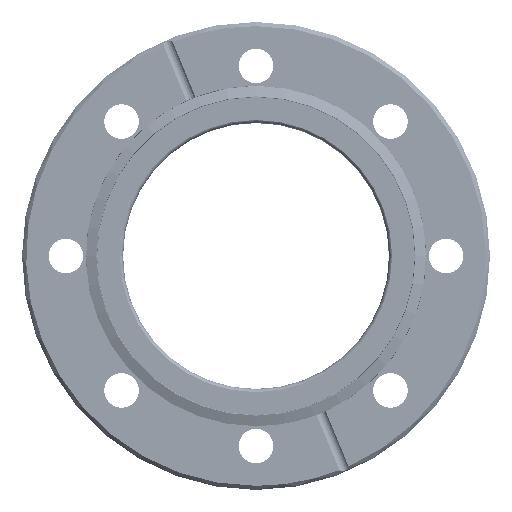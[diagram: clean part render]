
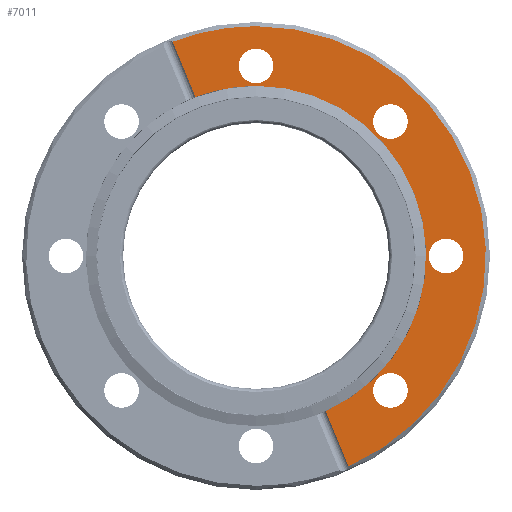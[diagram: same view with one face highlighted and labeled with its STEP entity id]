
A CAD part, left-side view. The second image highlights one B-rep face of the part: STEP entity #7011.
In plain terms, the highlighted planar face has unit normal (-1, 0, 0).
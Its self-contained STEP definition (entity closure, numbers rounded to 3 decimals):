
#344 = DIRECTION ( 'NONE',  ( -1., 0., 0. ) ) ;
#1121 = VERTEX_POINT ( 'NONE', #112854 ) ;
#1260 = AXIS2_PLACEMENT_3D ( 'NONE', #47678, #110366, #56640 ) ;
#1612 = CARTESIAN_POINT ( 'NONE',  ( -69.45, -46.1, 4.2 ) ) ;
#1720 = VERTEX_POINT ( 'NONE', #29706 ) ;
#1779 = ORIENTED_EDGE ( 'NONE', *, *, #66686, .F. ) ;
#2684 = AXIS2_PLACEMENT_3D ( 'NONE', #15326, #78101, #24393 ) ;
#5798 = AXIS2_PLACEMENT_3D ( 'NONE', #23579, #86316, #32594 ) ;
#7011 = ADVANCED_FACE ( 'NONE', ( #37302, #108855, #85046, #106047, #82205 ), #19970, .F. ) ;
#7752 = CARTESIAN_POINT ( 'NONE',  ( -69.45, -32.598, 32.598 ) ) ;
#8698 = CARTESIAN_POINT ( 'NONE',  ( -69.45, 0., 50.3 ) ) ;
#9003 = ORIENTED_EDGE ( 'NONE', *, *, #86808, .F. ) ;
#10599 = VERTEX_POINT ( 'NONE', #78481 ) ;
#11207 = CIRCLE ( 'NONE', #37870, 41.275 ) ;
#13668 = DIRECTION ( 'NONE',  ( 0., -0.383, -0.924 ) ) ;
#14209 = EDGE_LOOP ( 'NONE', ( #9003, #1779 ) ) ;
#14288 = ORIENTED_EDGE ( 'NONE', *, *, #53300, .T. ) ;
#15326 = CARTESIAN_POINT ( 'NONE',  ( -69.45, -32.598, -32.598 ) ) ;
#15967 = DIRECTION ( 'NONE',  ( -1., 0., 0. ) ) ;
#16806 = DIRECTION ( 'NONE',  ( 0., 0., 1. ) ) ;
#16968 = VECTOR ( 'NONE', #57799, 1000. ) ;
#19970 = PLANE ( 'NONE',  #74115 ) ;
#20567 = VERTEX_POINT ( 'NONE', #113288 ) ;
#21922 = CIRCLE ( 'NONE', #23135, 4.2 ) ;
#23135 = AXIS2_PLACEMENT_3D ( 'NONE', #7752, #70540, #16806 ) ;
#23579 = CARTESIAN_POINT ( 'NONE',  ( -69.45, -46.1, 0. ) ) ;
#24393 = DIRECTION ( 'NONE',  ( 0., 0., 1. ) ) ;
#25980 = DIRECTION ( 'NONE',  ( -1., 0., 0. ) ) ;
#27669 = EDGE_CURVE ( 'NONE', #85105, #88080, #103453, .T. ) ;
#28501 = ORIENTED_EDGE ( 'NONE', *, *, #66151, .F. ) ;
#29358 = CARTESIAN_POINT ( 'NONE',  ( -69.45, 0., 33. ) ) ;
#29706 = CARTESIAN_POINT ( 'NONE',  ( -69.45, -32.598, 28.398 ) ) ;
#32594 = DIRECTION ( 'NONE',  ( 0., 0., 1. ) ) ;
#33094 = CARTESIAN_POINT ( 'NONE',  ( -69.45, 14.68, 38.576 ) ) ;
#35932 = DIRECTION ( 'NONE',  ( -1., 0., 0. ) ) ;
#36300 = AXIS2_PLACEMENT_3D ( 'NONE', #69693, #15967, #78726 ) ;
#37302 = FACE_BOUND ( 'NONE', #57531, .T. ) ;
#37870 = AXIS2_PLACEMENT_3D ( 'NONE', #79725, #25980, #88722 ) ;
#37954 = VERTEX_POINT ( 'NONE', #61963 ) ;
#38384 = DIRECTION ( 'NONE',  ( 0., 0., -1. ) ) ;
#38532 = EDGE_CURVE ( 'NONE', #65646, #60782, #55650, .T. ) ;
#38874 = CARTESIAN_POINT ( 'NONE',  ( -69.45, 0., 0. ) ) ;
#39010 = CIRCLE ( 'NONE', #2684, 4.2 ) ;
#40826 = LINE ( 'NONE', #84477, #16968 ) ;
#41463 = DIRECTION ( 'NONE',  ( -1., 0., 0. ) ) ;
#41787 = EDGE_CURVE ( 'NONE', #60782, #65646, #107908, .T. ) ;
#42143 = CARTESIAN_POINT ( 'NONE',  ( -69.45, 0., 41.9 ) ) ;
#43089 = CARTESIAN_POINT ( 'NONE',  ( -69.45, -32.598, 32.598 ) ) ;
#44146 = ORIENTED_EDGE ( 'NONE', *, *, #90323, .F. ) ;
#46916 = CARTESIAN_POINT ( 'NONE',  ( -69.45, -32.598, -32.598 ) ) ;
#47678 = CARTESIAN_POINT ( 'NONE',  ( -69.45, 0., 0. ) ) ;
#47937 = DIRECTION ( 'NONE',  ( 0., 0., 1. ) ) ;
#49526 = ORIENTED_EDGE ( 'NONE', *, *, #106697, .F. ) ;
#49685 = ORIENTED_EDGE ( 'NONE', *, *, #80546, .F. ) ;
#49776 = CARTESIAN_POINT ( 'NONE',  ( -69.45, -32.598, -28.398 ) ) ;
#49855 = CIRCLE ( 'NONE', #91265, 4.2 ) ;
#50012 = EDGE_CURVE ( 'NONE', #91721, #20567, #112859, .T. ) ;
#52076 = DIRECTION ( 'NONE',  ( 0., 0., 1. ) ) ;
#53300 = EDGE_CURVE ( 'NONE', #1121, #85105, #61600, .T. ) ;
#54140 = CARTESIAN_POINT ( 'NONE',  ( -69.45, 0., 46.1 ) ) ;
#55650 = CIRCLE ( 'NONE', #60224, 4.2 ) ;
#55865 = DIRECTION ( 'NONE',  ( 0., 0., 1. ) ) ;
#56640 = DIRECTION ( 'NONE',  ( 0., 0., 1. ) ) ;
#57531 = EDGE_LOOP ( 'NONE', ( #58088, #105993 ) ) ;
#57799 = DIRECTION ( 'NONE',  ( 0., -0.383, -0.924 ) ) ;
#58087 = EDGE_CURVE ( 'NONE', #1720, #10599, #49855, .T. ) ;
#58088 = ORIENTED_EDGE ( 'NONE', *, *, #41787, .F. ) ;
#60083 = LINE ( 'NONE', #94844, #92407 ) ;
#60224 = AXIS2_PLACEMENT_3D ( 'NONE', #89653, #35932, #98647 ) ;
#60782 = VERTEX_POINT ( 'NONE', #8698 ) ;
#61600 = CIRCLE ( 'NONE', #36300, 55.75 ) ;
#61963 = CARTESIAN_POINT ( 'NONE',  ( -69.45, -16.897, -37.658 ) ) ;
#62488 = EDGE_LOOP ( 'NONE', ( #49526, #87740 ) ) ;
#63163 = DIRECTION ( 'NONE',  ( 0., 0., 1. ) ) ;
#63277 = VERTEX_POINT ( 'NONE', #1612 ) ;
#64180 = CARTESIAN_POINT ( 'NONE',  ( -69.45, 0., 55.75 ) ) ;
#65393 = AXIS2_PLACEMENT_3D ( 'NONE', #54140, #344, #63163 ) ;
#65646 = VERTEX_POINT ( 'NONE', #42143 ) ;
#66151 = EDGE_CURVE ( 'NONE', #20567, #91721, #39010, .T. ) ;
#66351 = VERTEX_POINT ( 'NONE', #80792 ) ;
#66686 = EDGE_CURVE ( 'NONE', #72582, #63277, #87832, .T. ) ;
#69385 = ORIENTED_EDGE ( 'NONE', *, *, #27669, .T. ) ;
#69693 = CARTESIAN_POINT ( 'NONE',  ( -69.45, 0., 0. ) ) ;
#70540 = DIRECTION ( 'NONE',  ( -1., 0., 0. ) ) ;
#72582 = VERTEX_POINT ( 'NONE', #110595 ) ;
#73549 = CIRCLE ( 'NONE', #91296, 4.2 ) ;
#74115 = AXIS2_PLACEMENT_3D ( 'NONE', #29358, #92127, #38384 ) ;
#75131 = AXIS2_PLACEMENT_3D ( 'NONE', #38874, #101600, #47937 ) ;
#75360 = ORIENTED_EDGE ( 'NONE', *, *, #83093, .T. ) ;
#76261 = ORIENTED_EDGE ( 'NONE', *, *, #90020, .T. ) ;
#78101 = DIRECTION ( 'NONE',  ( -1., 0., 0. ) ) ;
#78481 = CARTESIAN_POINT ( 'NONE',  ( -69.45, -32.598, 36.798 ) ) ;
#78726 = DIRECTION ( 'NONE',  ( 0., 0., 1. ) ) ;
#79725 = CARTESIAN_POINT ( 'NONE',  ( -69.45, 0., 0. ) ) ;
#80546 = EDGE_CURVE ( 'NONE', #66351, #109972, #95938, .T. ) ;
#80792 = CARTESIAN_POINT ( 'NONE',  ( -69.45, 0., 41.275 ) ) ;
#82205 = FACE_BOUND ( 'NONE', #98343, .T. ) ;
#83093 = EDGE_CURVE ( 'NONE', #37954, #1121, #60083, .T. ) ;
#84477 = CARTESIAN_POINT ( 'NONE',  ( -69.45, -29.484, -68.044 ) ) ;
#85046 = FACE_BOUND ( 'NONE', #14209, .T. ) ;
#85105 = VERTEX_POINT ( 'NONE', #64180 ) ;
#85430 = ORIENTED_EDGE ( 'NONE', *, *, #50012, .F. ) ;
#85594 = EDGE_LOOP ( 'NONE', ( #14288, #69385, #76261, #49685, #44146, #75360 ) ) ;
#86316 = DIRECTION ( 'NONE',  ( -1., 0., 0. ) ) ;
#86808 = EDGE_CURVE ( 'NONE', #63277, #72582, #73549, .T. ) ;
#87740 = ORIENTED_EDGE ( 'NONE', *, *, #58087, .F. ) ;
#87832 = CIRCLE ( 'NONE', #5798, 4.2 ) ;
#88080 = VERTEX_POINT ( 'NONE', #115684 ) ;
#88722 = DIRECTION ( 'NONE',  ( 0., 0., 1. ) ) ;
#89653 = CARTESIAN_POINT ( 'NONE',  ( -69.45, 0., 46.1 ) ) ;
#90020 = EDGE_CURVE ( 'NONE', #88080, #109972, #40826, .T. ) ;
#90323 = EDGE_CURVE ( 'NONE', #37954, #66351, #11207, .T. ) ;
#91265 = AXIS2_PLACEMENT_3D ( 'NONE', #43089, #105810, #52076 ) ;
#91296 = AXIS2_PLACEMENT_3D ( 'NONE', #95190, #41463, #104195 ) ;
#91721 = VERTEX_POINT ( 'NONE', #49776 ) ;
#92127 = DIRECTION ( 'NONE',  ( 1., 0., 0. ) ) ;
#92407 = VECTOR ( 'NONE', #13668, 1000. ) ;
#94844 = CARTESIAN_POINT ( 'NONE',  ( -69.45, -29.484, -68.044 ) ) ;
#95190 = CARTESIAN_POINT ( 'NONE',  ( -69.45, -46.1, 0. ) ) ;
#95938 = CIRCLE ( 'NONE', #1260, 41.275 ) ;
#98343 = EDGE_LOOP ( 'NONE', ( #85430, #28501 ) ) ;
#98647 = DIRECTION ( 'NONE',  ( 0., 0., 1. ) ) ;
#101600 = DIRECTION ( 'NONE',  ( -1., 0., 0. ) ) ;
#103453 = CIRCLE ( 'NONE', #75131, 55.75 ) ;
#104195 = DIRECTION ( 'NONE',  ( 0., 0., 1. ) ) ;
#105810 = DIRECTION ( 'NONE',  ( -1., 0., 0. ) ) ;
#105993 = ORIENTED_EDGE ( 'NONE', *, *, #38532, .F. ) ;
#106047 = FACE_OUTER_BOUND ( 'NONE', #85594, .T. ) ;
#106697 = EDGE_CURVE ( 'NONE', #10599, #1720, #21922, .T. ) ;
#107908 = CIRCLE ( 'NONE', #65393, 4.2 ) ;
#108855 = FACE_BOUND ( 'NONE', #62488, .T. ) ;
#109597 = DIRECTION ( 'NONE',  ( -1., 0., 0. ) ) ;
#109972 = VERTEX_POINT ( 'NONE', #33094 ) ;
#110366 = DIRECTION ( 'NONE',  ( -1., 0., 0. ) ) ;
#110595 = CARTESIAN_POINT ( 'NONE',  ( -69.45, -46.1, -4.2 ) ) ;
#112854 = CARTESIAN_POINT ( 'NONE',  ( -69.45, -22.438, -51.035 ) ) ;
#112859 = CIRCLE ( 'NONE', #113759, 4.2 ) ;
#113288 = CARTESIAN_POINT ( 'NONE',  ( -69.45, -32.598, -36.798 ) ) ;
#113759 = AXIS2_PLACEMENT_3D ( 'NONE', #46916, #109597, #55865 ) ;
#115684 = CARTESIAN_POINT ( 'NONE',  ( -69.45, 20.221, 51.954 ) ) ;
